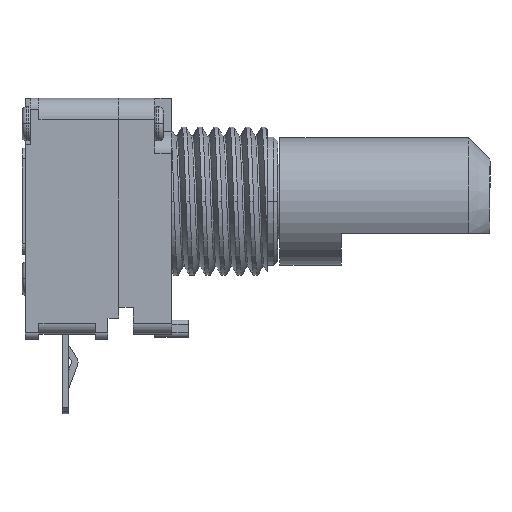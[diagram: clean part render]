
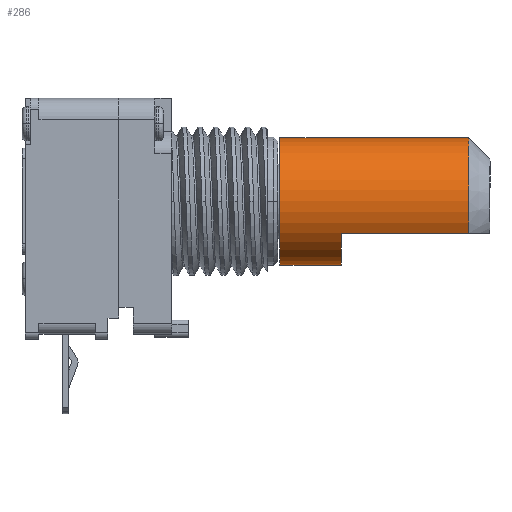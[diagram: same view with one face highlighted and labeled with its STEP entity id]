
A CAD part, left-side view. The second image highlights one B-rep face of the part: STEP entity #286.
In plain terms, the highlighted cylindrical face has radius 3 mm (diameter 6 mm), a partial arc.
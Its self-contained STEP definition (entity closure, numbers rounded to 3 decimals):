
#259 = VERTEX_POINT ( 'NONE', #1260 ) ;
#286 = ADVANCED_FACE ( 'NONE', ( #6695 ), #6707, .T. ) ;
#1143 = DIRECTION ( 'NONE',  ( 0., 1., 0. ) ) ;
#1207 = CARTESIAN_POINT ( 'NONE',  ( 0., 4.646, 6.5 ) ) ;
#1219 = DIRECTION ( 'NONE',  ( 0., 0., -1. ) ) ;
#1260 = CARTESIAN_POINT ( 'NONE',  ( 0., -5.1, 9.5 ) ) ;
#1722 = ORIENTED_EDGE ( 'NONE', *, *, #5563, .F. ) ;
#1740 = ORIENTED_EDGE ( 'NONE', *, *, #5553, .T. ) ;
#1942 = DIRECTION ( 'NONE',  ( 0., 1., 0. ) ) ;
#1948 = CARTESIAN_POINT ( 'NONE',  ( 0., 4.646, 9.5 ) ) ;
#2345 = CARTESIAN_POINT ( 'NONE',  ( 0., -14., 9.5 ) ) ;
#2402 = CARTESIAN_POINT ( 'NONE',  ( 0., -5.1, 3.5 ) ) ;
#2405 = CARTESIAN_POINT ( 'NONE',  ( 0., -8., 3.5 ) ) ;
#2444 = CARTESIAN_POINT ( 'NONE',  ( -2.598, -8., 5. ) ) ;
#2483 = CARTESIAN_POINT ( 'NONE',  ( -2.598, -14., 5. ) ) ;
#2789 = VECTOR ( 'NONE', #9506, 1000. ) ;
#2820 = LINE ( 'NONE', #9495, #2789 ) ;
#2842 = CIRCLE ( 'NONE', #6141, 3. ) ;
#2867 = CIRCLE ( 'NONE', #6148, 3. ) ;
#2960 = LINE ( 'NONE', #9859, #2968 ) ;
#2968 = VECTOR ( 'NONE', #9881, 1000. ) ;
#5216 = EDGE_CURVE ( 'NONE', #10250, #259, #6888, .T. ) ;
#5229 = EDGE_CURVE ( 'NONE', #10307, #259, #6911, .T. ) ;
#5553 = EDGE_CURVE ( 'NONE', #10353, #10392, #2820, .T. ) ;
#5563 = EDGE_CURVE ( 'NONE', #10353, #10311, #2842, .T. ) ;
#5584 = EDGE_CURVE ( 'NONE', #10392, #10250, #2867, .T. ) ;
#5657 = EDGE_CURVE ( 'NONE', #10311, #10307, #2960, .T. ) ;
#5978 = AXIS2_PLACEMENT_3D ( 'NONE', #1207, #1143, #1219 ) ;
#6088 = AXIS2_PLACEMENT_3D ( 'NONE', #8816, #8818, #8819 ) ;
#6141 = AXIS2_PLACEMENT_3D ( 'NONE', #9526, #9535, #9536 ) ;
#6148 = AXIS2_PLACEMENT_3D ( 'NONE', #9618, #9634, #9635 ) ;
#6695 = FACE_OUTER_BOUND ( 'NONE', #7266, .T. ) ;
#6707 = CYLINDRICAL_SURFACE ( 'NONE', #5978, 3. ) ;
#6888 = LINE ( 'NONE', #1948, #6893 ) ;
#6893 = VECTOR ( 'NONE', #1942, 1000. ) ;
#6911 = CIRCLE ( 'NONE', #6088, 3. ) ;
#7266 = EDGE_LOOP ( 'NONE', ( #7635, #7978, #7555, #7859, #1722, #1740 ) ) ;
#7555 = ORIENTED_EDGE ( 'NONE', *, *, #5229, .F. ) ;
#7635 = ORIENTED_EDGE ( 'NONE', *, *, #5584, .T. ) ;
#7859 = ORIENTED_EDGE ( 'NONE', *, *, #5657, .F. ) ;
#7978 = ORIENTED_EDGE ( 'NONE', *, *, #5216, .T. ) ;
#8816 = CARTESIAN_POINT ( 'NONE',  ( 0., -5.1, 6.5 ) ) ;
#8818 = DIRECTION ( 'NONE',  ( 0., 1., 0. ) ) ;
#8819 = DIRECTION ( 'NONE',  ( 0., 0., -1. ) ) ;
#9495 = CARTESIAN_POINT ( 'NONE',  ( -2.598, -6., 5. ) ) ;
#9506 = DIRECTION ( 'NONE',  ( 0., -1., 0. ) ) ;
#9526 = CARTESIAN_POINT ( 'NONE',  ( 0., -8., 6.5 ) ) ;
#9535 = DIRECTION ( 'NONE',  ( 0., -1., 0. ) ) ;
#9536 = DIRECTION ( 'NONE',  ( 0., 0., -1. ) ) ;
#9618 = CARTESIAN_POINT ( 'NONE',  ( 0., -14., 6.5 ) ) ;
#9634 = DIRECTION ( 'NONE',  ( 0., 1., 0. ) ) ;
#9635 = DIRECTION ( 'NONE',  ( 0., 0., -1. ) ) ;
#9859 = CARTESIAN_POINT ( 'NONE',  ( 0., 4.646, 3.5 ) ) ;
#9881 = DIRECTION ( 'NONE',  ( 0., 1., 0. ) ) ;
#10250 = VERTEX_POINT ( 'NONE', #2345 ) ;
#10307 = VERTEX_POINT ( 'NONE', #2402 ) ;
#10311 = VERTEX_POINT ( 'NONE', #2405 ) ;
#10353 = VERTEX_POINT ( 'NONE', #2444 ) ;
#10392 = VERTEX_POINT ( 'NONE', #2483 ) ;
